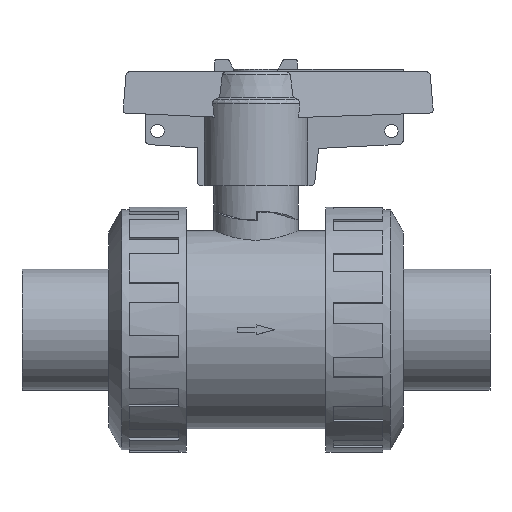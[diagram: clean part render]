
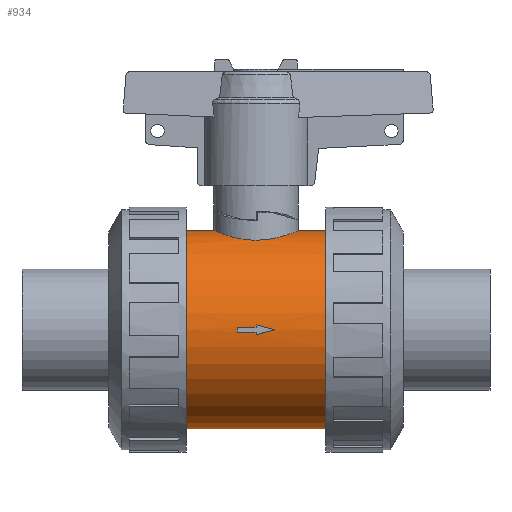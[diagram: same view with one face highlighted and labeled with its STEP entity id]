
A CAD part, front view. The second image highlights one B-rep face of the part: STEP entity #934.
In plain terms, the highlighted cylindrical face has radius 40.905 mm (diameter 81.81 mm), a partial arc.
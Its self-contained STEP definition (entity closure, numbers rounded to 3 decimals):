
#934=ADVANCED_FACE('',(#1892,#1893),#1894,.T.);
#1892=FACE_OUTER_BOUND('',#2857,.T.);
#1893=FACE_BOUND('',#2858,.T.);
#1894=CYLINDRICAL_SURFACE('',#2859,40.905);
#2857=EDGE_LOOP('',(#5760,#5761,#5762,#5763,#5764,#5765,#5766));
#2858=EDGE_LOOP('',(#5767,#5768,#5769,#5770,#5771,#5772,#5773));
#2859=AXIS2_PLACEMENT_3D('',#5774,#5775,#5776);
#5760=ORIENTED_EDGE('',*,*,#5909,.T.);
#5761=ORIENTED_EDGE('',*,*,#7037,.T.);
#5762=ORIENTED_EDGE('',*,*,#5912,.T.);
#5763=ORIENTED_EDGE('',*,*,#7038,.T.);
#5764=ORIENTED_EDGE('',*,*,#7039,.T.);
#5765=ORIENTED_EDGE('',*,*,#5911,.T.);
#5766=ORIENTED_EDGE('',*,*,#7040,.T.);
#5767=ORIENTED_EDGE('',*,*,#7021,.T.);
#5768=ORIENTED_EDGE('',*,*,#7010,.T.);
#5769=ORIENTED_EDGE('',*,*,#6999,.T.);
#5770=ORIENTED_EDGE('',*,*,#6986,.T.);
#5771=ORIENTED_EDGE('',*,*,#6991,.T.);
#5772=ORIENTED_EDGE('',*,*,#7003,.T.);
#5773=ORIENTED_EDGE('',*,*,#7014,.T.);
#5774=CARTESIAN_POINT('',(0.0,0.0,0.0));
#5775=DIRECTION('',(1.0,0.0,0.0));
#5776=DIRECTION('',(0.0,0.0,-1.0));
#5909=EDGE_CURVE('',#7114,#7115,#7116,.T.);
#5911=EDGE_CURVE('',#7082,#7117,#7119,.T.);
#5912=EDGE_CURVE('',#7120,#7079,#7121,.T.);
#6986=EDGE_CURVE('',#8716,#8717,#8718,.T.);
#6991=EDGE_CURVE('',#8717,#8725,#8726,.T.);
#6999=EDGE_CURVE('',#8737,#8716,#8738,.T.);
#7003=EDGE_CURVE('',#8725,#8743,#8744,.T.);
#7010=EDGE_CURVE('',#8753,#8737,#8754,.T.);
#7014=EDGE_CURVE('',#8743,#8759,#8760,.T.);
#7021=EDGE_CURVE('',#8759,#8753,#8769,.T.);
#7037=EDGE_CURVE('',#7115,#7120,#8788,.T.);
#7038=EDGE_CURVE('',#7079,#8789,#8790,.T.);
#7039=EDGE_CURVE('',#8789,#7082,#8791,.T.);
#7040=EDGE_CURVE('',#7117,#7114,#8792,.T.);
#7079=VERTEX_POINT('',#8836);
#7082=VERTEX_POINT('',#8840);
#7114=VERTEX_POINT('',#8914);
#7115=VERTEX_POINT('',#8915);
#7116=LINE('',#8916,#8917);
#7117=VERTEX_POINT('',#8918);
#7119=LINE('',#8920,#8921);
#7120=VERTEX_POINT('',#8922);
#7121=LINE('',#8923,#8924);
#8716=VERTEX_POINT('',#11506);
#8717=VERTEX_POINT('',#11507);
#8718=LINE('',#11508,#11509);
#8725=VERTEX_POINT('',#11519);
#8726=CIRCLE('',#11520,40.905);
#8737=VERTEX_POINT('',#11536);
#8738=CIRCLE('',#11537,40.905);
#8743=VERTEX_POINT('',#11544);
#8744=ELLIPSE('',#11545,160.647,40.905);
#8753=VERTEX_POINT('',#11558);
#8754=LINE('',#11559,#11560);
#8759=VERTEX_POINT('',#11567);
#8760=ELLIPSE('',#11568,160.647,40.905);
#8769=CIRCLE('',#11581,40.905);
#8788=CIRCLE('',#11608,40.905);
#8789=VERTEX_POINT('',#11609);
#8790=B_SPLINE_CURVE_WITH_KNOTS('',3,(#11610,#11611,#11612,#11613,#11614,#11615,#11616,#11617,#11618,#11619,#11620,#11621,#11622,#11623,#11624,#11625,#11626,#11627,#11628,#11629),.UNSPECIFIED.,.F.,.F.,(4,2,2,2,2,2,2,2,2,4),(80.195,83.535,86.874,90.213,93.552,96.896,100.24,103.583,105.255,106.927),.UNSPECIFIED.);
#8791=B_SPLINE_CURVE_WITH_KNOTS('',3,(#11630,#11631,#11632,#11633,#11634,#11635,#11636,#11637,#11638,#11639,#11640,#11641,#11642,#11643,#11644,#11645,#11646,#11647,#11648,#11649),.UNSPECIFIED.,.F.,.F.,(4,2,2,2,2,2,2,2,2,4),(0.0,1.672,3.344,6.687,10.031,13.375,16.714,20.053,23.393,26.732),.UNSPECIFIED.);
#8792=CIRCLE('',#11650,40.905);
#8836=CARTESIAN_POINT('',(17.49,0.,40.905));
#8840=CARTESIAN_POINT('',(-17.49,0.,40.905));
#8914=CARTESIAN_POINT('',(-28.676,0.,-40.905));
#8915=CARTESIAN_POINT('',(28.676,0.,-40.905));
#8916=CARTESIAN_POINT('',(0.0,0.,-40.905));
#8917=VECTOR('',#11726,1.0);
#8918=CARTESIAN_POINT('',(-28.676,0.,40.905));
#8920=CARTESIAN_POINT('',(0.0,0.,40.905));
#8921=VECTOR('',#11730,1.0);
#8922=CARTESIAN_POINT('',(28.676,0.,40.905));
#8923=CARTESIAN_POINT('',(0.0,0.,40.905));
#8924=VECTOR('',#11731,1.0);
#11506=CARTESIAN_POINT('',(-7.661,-40.893,1.009));
#11507=CARTESIAN_POINT('',(0.0,-40.893,1.009));
#11508=CARTESIAN_POINT('',(-3.831,-40.893,1.009));
#11509=VECTOR('',#13033,1.0);
#11519=CARTESIAN_POINT('',(0.0,-40.855,2.017));
#11520=AXIS2_PLACEMENT_3D('',#13037,#13038,#13039);
#11536=CARTESIAN_POINT('',(-7.661,-40.893,-1.009));
#11537=AXIS2_PLACEMENT_3D('',#13045,#13046,#13047);
#11544=CARTESIAN_POINT('',(7.661,-40.905,0.0));
#11545=AXIS2_PLACEMENT_3D('',#13050,#13051,#13052);
#11558=CARTESIAN_POINT('',(0.0,-40.893,-1.009));
#11559=CARTESIAN_POINT('',(-3.831,-40.893,-1.009));
#11560=VECTOR('',#13057,1.0);
#11567=CARTESIAN_POINT('',(0.0,-40.855,-2.017));
#11568=AXIS2_PLACEMENT_3D('',#13060,#13061,#13062);
#11581=AXIS2_PLACEMENT_3D('',#13067,#13068,#13069);
#11608=AXIS2_PLACEMENT_3D('',#13078,#13079,#13080);
#11609=CARTESIAN_POINT('',(0.0,-17.49,36.977));
#11610=CARTESIAN_POINT('',(17.49,0.,40.905));
#11611=CARTESIAN_POINT('',(17.49,-1.113,40.905));
#11612=CARTESIAN_POINT('',(17.382,-2.26,40.858));
#11613=CARTESIAN_POINT('',(16.932,-4.532,40.669));
#11614=CARTESIAN_POINT('',(16.591,-5.657,40.527));
#11615=CARTESIAN_POINT('',(15.694,-7.808,40.168));
#11616=CARTESIAN_POINT('',(15.138,-8.835,39.951));
#11617=CARTESIAN_POINT('',(13.858,-10.731,39.484));
#11618=CARTESIAN_POINT('',(13.135,-11.599,39.234));
#11619=CARTESIAN_POINT('',(11.598,-13.136,38.747));
#11620=CARTESIAN_POINT('',(10.729,-13.86,38.492));
#11621=CARTESIAN_POINT('',(8.834,-15.138,38.007));
#11622=CARTESIAN_POINT('',(7.807,-15.694,37.778));
#11623=CARTESIAN_POINT('',(5.658,-16.59,37.393));
#11624=CARTESIAN_POINT('',(4.534,-16.932,37.237));
#11625=CARTESIAN_POINT('',(2.83,-17.269,37.081));
#11626=CARTESIAN_POINT('',(2.259,-17.353,37.042));
#11627=CARTESIAN_POINT('',(1.123,-17.463,36.99));
#11628=CARTESIAN_POINT('',(0.557,-17.49,36.977));
#11629=CARTESIAN_POINT('',(0.0,-17.49,36.977));
#11630=CARTESIAN_POINT('',(0.0,-17.49,36.977));
#11631=CARTESIAN_POINT('',(-0.557,-17.49,36.977));
#11632=CARTESIAN_POINT('',(-1.123,-17.463,36.99));
#11633=CARTESIAN_POINT('',(-2.259,-17.353,37.042));
#11634=CARTESIAN_POINT('',(-2.83,-17.269,37.081));
#11635=CARTESIAN_POINT('',(-4.534,-16.932,37.237));
#11636=CARTESIAN_POINT('',(-5.658,-16.59,37.393));
#11637=CARTESIAN_POINT('',(-7.807,-15.694,37.778));
#11638=CARTESIAN_POINT('',(-8.834,-15.138,38.007));
#11639=CARTESIAN_POINT('',(-10.729,-13.86,38.492));
#11640=CARTESIAN_POINT('',(-11.598,-13.136,38.747));
#11641=CARTESIAN_POINT('',(-13.135,-11.599,39.234));
#11642=CARTESIAN_POINT('',(-13.858,-10.731,39.484));
#11643=CARTESIAN_POINT('',(-15.138,-8.835,39.951));
#11644=CARTESIAN_POINT('',(-15.694,-7.808,40.168));
#11645=CARTESIAN_POINT('',(-16.591,-5.657,40.527));
#11646=CARTESIAN_POINT('',(-16.932,-4.532,40.669));
#11647=CARTESIAN_POINT('',(-17.382,-2.26,40.858));
#11648=CARTESIAN_POINT('',(-17.49,-1.113,40.905));
#11649=CARTESIAN_POINT('',(-17.49,0.,40.905));
#11650=AXIS2_PLACEMENT_3D('',#13081,#13082,#13083);
#11726=DIRECTION('',(1.0,0.0,0.0));
#11730=DIRECTION('',(-1.0,-0.0,-0.0));
#11731=DIRECTION('',(-1.0,-0.0,-0.0));
#13033=DIRECTION('',(1.0,0.0,0.0));
#13037=CARTESIAN_POINT('',(0.0,0.0,0.0));
#13038=DIRECTION('',(-1.0,0.0,0.0));
#13039=DIRECTION('',(0.0,0.0,-1.0));
#13045=CARTESIAN_POINT('',(-7.661,0.0,0.0));
#13046=DIRECTION('',(-1.0,0.0,0.0));
#13047=DIRECTION('',(0.0,0.0,-1.0));
#13050=CARTESIAN_POINT('',(7.661,0.0,0.0));
#13051=DIRECTION('',(0.255,-0.0,0.967));
#13052=DIRECTION('',(0.967,0.0,-0.255));
#13057=DIRECTION('',(-1.0,-0.0,-0.0));
#13060=CARTESIAN_POINT('',(7.661,0.0,0.0));
#13061=DIRECTION('',(0.255,0.0,-0.967));
#13062=DIRECTION('',(-0.967,0.0,-0.255));
#13067=CARTESIAN_POINT('',(0.0,0.0,0.0));
#13068=DIRECTION('',(-1.0,0.0,0.0));
#13069=DIRECTION('',(0.0,0.0,-1.0));
#13078=CARTESIAN_POINT('',(28.676,0.0,0.0));
#13079=DIRECTION('',(-1.0,0.0,0.0));
#13080=DIRECTION('',(0.0,0.0,-1.0));
#13081=CARTESIAN_POINT('',(-28.676,0.0,0.0));
#13082=DIRECTION('',(1.0,0.0,0.0));
#13083=DIRECTION('',(0.0,0.0,-1.0));
